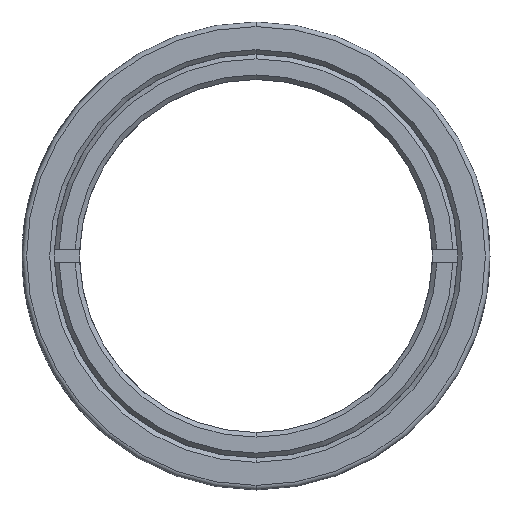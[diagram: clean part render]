
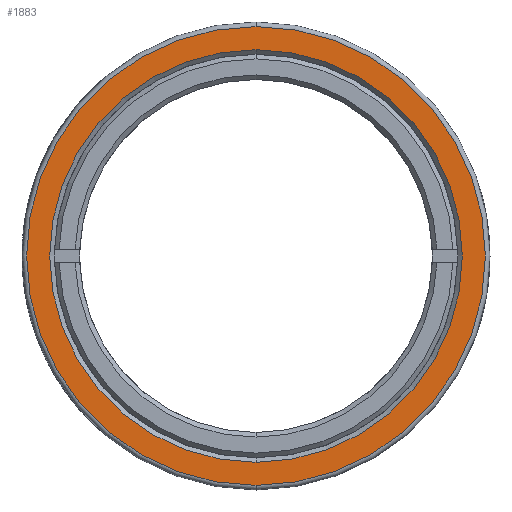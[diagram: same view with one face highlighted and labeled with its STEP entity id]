
A CAD part, front view. The second image highlights one B-rep face of the part: STEP entity #1883.
In plain terms, the highlighted planar face has unit normal (0, -1, 0).
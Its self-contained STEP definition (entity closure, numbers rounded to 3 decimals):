
#480 = ORIENTED_EDGE ( 'NONE', *, *, #23860, .T. ) ;
#516 = CARTESIAN_POINT ( 'NONE',  ( 15.419, 15.237, 18.209 ) ) ;
#901 = PLANE ( 'NONE',  #27622 ) ;
#1379 = ORIENTED_EDGE ( 'NONE', *, *, #4543, .T. ) ;
#1798 = VERTEX_POINT ( 'NONE', #3091 ) ;
#1883 = ADVANCED_FACE ( 'NONE', ( #19158, #12153 ), #901, .F. ) ;
#1930 = CARTESIAN_POINT ( 'NONE',  ( 15.419, 15.237, 33.159 ) ) ;
#3024 = EDGE_CURVE ( 'NONE', #24803, #1798, #21989, .T. ) ;
#3091 = CARTESIAN_POINT ( 'NONE',  ( 15.419, 15.237, 31.654 ) ) ;
#3957 = CARTESIAN_POINT ( 'NONE',  ( 15.419, 15.237, 18.209 ) ) ;
#4543 = EDGE_CURVE ( 'NONE', #1798, #24803, #9863, .T. ) ;
#5948 = DIRECTION ( 'NONE',  ( 0., 0., 1. ) ) ;
#6384 = DIRECTION ( 'NONE',  ( 0., 1., 0. ) ) ;
#6399 = AXIS2_PLACEMENT_3D ( 'NONE', #13075, #10893, #22111 ) ;
#6416 = CIRCLE ( 'NONE', #6399, 14.95 ) ;
#7078 = AXIS2_PLACEMENT_3D ( 'NONE', #3957, #21613, #17239 ) ;
#7910 = CARTESIAN_POINT ( 'NONE',  ( 15.419, 15.237, 18.209 ) ) ;
#9044 = CIRCLE ( 'NONE', #19770, 14.95 ) ;
#9423 = DIRECTION ( 'NONE',  ( 0., -1., 0. ) ) ;
#9863 = CIRCLE ( 'NONE', #7078, 13.445 ) ;
#10893 = DIRECTION ( 'NONE',  ( 0., -1., 0. ) ) ;
#11828 = CARTESIAN_POINT ( 'NONE',  ( 15.419, 15.237, 3.259 ) ) ;
#12153 = FACE_OUTER_BOUND ( 'NONE', #25803, .T. ) ;
#13075 = CARTESIAN_POINT ( 'NONE',  ( 15.419, 15.237, 18.209 ) ) ;
#13473 = CARTESIAN_POINT ( 'NONE',  ( 15.419, 15.237, 4.764 ) ) ;
#14776 = DIRECTION ( 'NONE',  ( 0., 1., 0. ) ) ;
#16147 = DIRECTION ( 'NONE',  ( 0., 0., 1. ) ) ;
#17239 = DIRECTION ( 'NONE',  ( 0., 0., 1. ) ) ;
#17265 = VERTEX_POINT ( 'NONE', #11828 ) ;
#18218 = ORIENTED_EDGE ( 'NONE', *, *, #3024, .T. ) ;
#18256 = AXIS2_PLACEMENT_3D ( 'NONE', #23916, #6384, #5948 ) ;
#19158 = FACE_BOUND ( 'NONE', #23642, .T. ) ;
#19770 = AXIS2_PLACEMENT_3D ( 'NONE', #516, #9423, #16147 ) ;
#20121 = EDGE_CURVE ( 'NONE', #17265, #27813, #9044, .T. ) ;
#21613 = DIRECTION ( 'NONE',  ( 0., 1., 0. ) ) ;
#21989 = CIRCLE ( 'NONE', #18256, 13.445 ) ;
#22111 = DIRECTION ( 'NONE',  ( 0., 0., 1. ) ) ;
#23395 = DIRECTION ( 'NONE',  ( 1., 0., 0. ) ) ;
#23642 = EDGE_LOOP ( 'NONE', ( #18218, #1379 ) ) ;
#23789 = ORIENTED_EDGE ( 'NONE', *, *, #20121, .T. ) ;
#23860 = EDGE_CURVE ( 'NONE', #27813, #17265, #6416, .T. ) ;
#23916 = CARTESIAN_POINT ( 'NONE',  ( 15.419, 15.237, 18.209 ) ) ;
#24803 = VERTEX_POINT ( 'NONE', #13473 ) ;
#25803 = EDGE_LOOP ( 'NONE', ( #480, #23789 ) ) ;
#27622 = AXIS2_PLACEMENT_3D ( 'NONE', #7910, #14776, #23395 ) ;
#27813 = VERTEX_POINT ( 'NONE', #1930 ) ;
